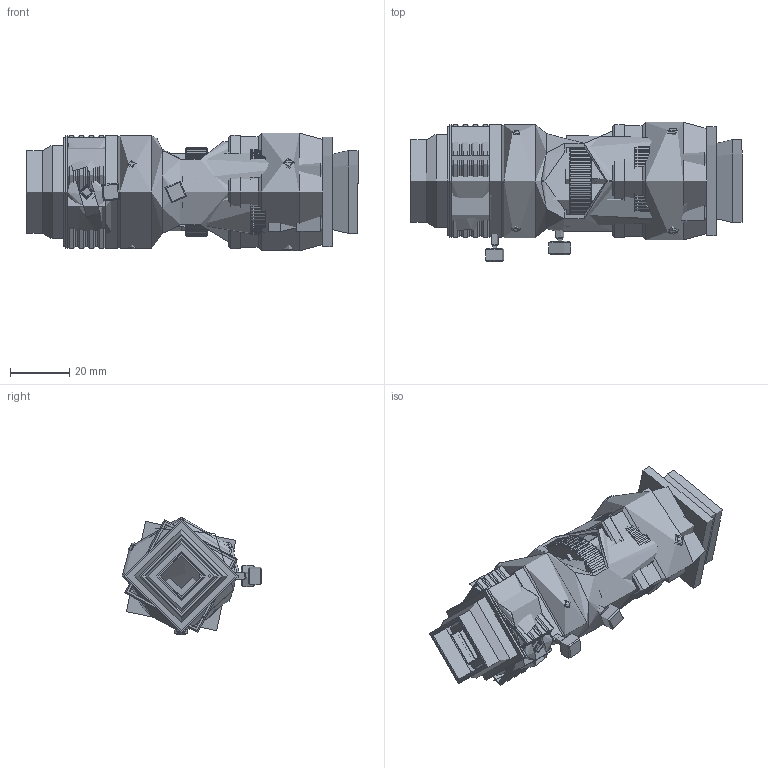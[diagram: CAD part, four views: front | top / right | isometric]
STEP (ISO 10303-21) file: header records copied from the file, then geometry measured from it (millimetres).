
FILE_DESCRIPTION((''),'2;1');
FILE_NAME('6232_0.stp','2006-03-02T10:32:03',('PODLENA'),(''),'Autodesk Inventor 10','Autodesk Inventor 10','');
FILE_SCHEMA(('AUTOMOTIVE_DESIGN { 1 0 10303 214 1 1 1 1 }'));
Length unit declared in the file: inch
Products named in the file (30): 6232_0; 60064; 60801; 60003; 6225; 6226; 6228; 6006; 6287; 5402; 7008; 60436; 7261; 60433; 61012; 7004; 7108; 6005M-3mmFF_0; 60692; 60694; 60757; 60703; 60700; 60702; 60696; 60704; 60705; 60699; 6222; 61011-3
Assembly tree (35 placements, depth 4):
  6232_0
    60064
    60801
    60003
      6225
      6226
      6228
      6006
      6287
      5402
      7008
      60436
        7261
        60433
    61012
    7004  x3
    7108  x3
    6005M-3mmFF_0
      60692
      60694
      60757
        60703
        60700
        60702
      60696
      60704
      60705  x2
      60699
    6222
    61011-3
    60436
      7261
      60433
Bounding box: 111.84 x 46.99 x 39.65 mm (x, y, z)
Volume: 68078 mm3
Topology: 33 solids, 34 shells, 1091 faces, 2812 edges, 1846 vertices
Faces by surface type: plane 424, cylinder 392, cone 204, bspline 61, sphere 6, torus 4
Full cylindrical faces by diameter (mm): 1.575 x2, 1.628 x2, 1.651 x2, 1.702 x1, 2.159 x4, 2.184 x3, 2.54 x1, 2.845 x5, 3.16 x2, 3.302 x3, 3.556 x2, 3.785 x1, 4.166 x3, 4.75 x1, 5.537 x1, 5.791 x1, 6.807 x1, 7.823 x1, 7.874 x2, 8.407 x1, 8.738 x1, 9.525 x1, 11.227 x1, 11.841 x1, 12.7 x1, 12.705 x1, 13.792 x1, 13.97 x2, 15.011 x1, 15.037 x2
Entity records: 34103 total; most frequent: CARTESIAN_POINT 9043, DIRECTION 5172, ORIENTED_EDGE 4704, EDGE_CURVE 2352, AXIS2_PLACEMENT_3D 1994, VERTEX_POINT 1688, EDGE_LOOP 1421, VECTOR 1184
